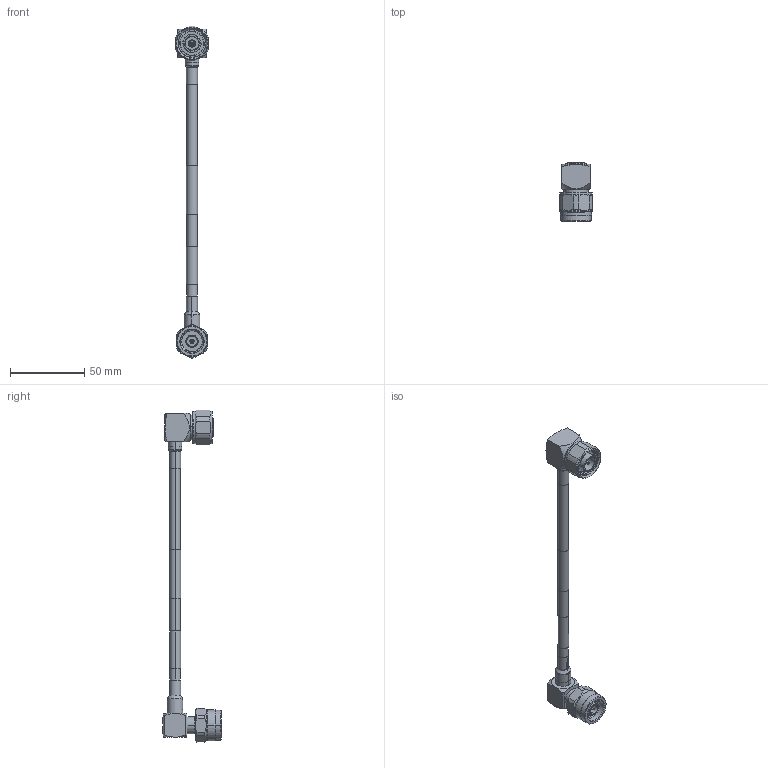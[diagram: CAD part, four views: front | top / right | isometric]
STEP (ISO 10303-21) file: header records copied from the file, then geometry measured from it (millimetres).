
FILE_DESCRIPTION (( 'STEP AP214' ), '1' );
FILE_NAME ('LCCA31056.step', '2022-10-04T19:21:12', ( '' ), ( '' ), 'SwSTEP 2.0', 'SolidWorks 2021', '' );
FILE_SCHEMA (( 'AUTOMOTIVE_DESIGN' ));
Length unit declared in the file: inch
Products named in the file (4): TC-250-NM-RA-LP-LC^LCCA31056; TC-250-4195M-RALP-LC^LCCA31056; LCCA31056;  SPP-250-LLPL ^LCCA31056_SPP-250-LLPL
Assembly tree (3 placements, depth 2):
  LCCA31056
     SPP-250-LLPL ^LCCA31056_SPP-250-LLPL
    TC-250-NM-RA-LP-LC^LCCA31056
    TC-250-4195M-RALP-LC^LCCA31056
Bounding box: 22 x 39.19 x 223.63 mm (x, y, z)
Volume: 25196 mm3; surface area: 17504.4 mm2
Topology: 8 solids, 10 shells, 422 faces, 958 edges, 588 vertices
Faces by surface type: cylinder 143, cone 122, plane 96, torus 38, bspline 23
Entity records: 16968 total; most frequent: CARTESIAN_POINT 7240, DIRECTION 2060, ORIENTED_EDGE 1916, EDGE_CURVE 958, AXIS2_PLACEMENT_3D 874, VERTEX_POINT 588, CIRCLE 469, EDGE_LOOP 468
